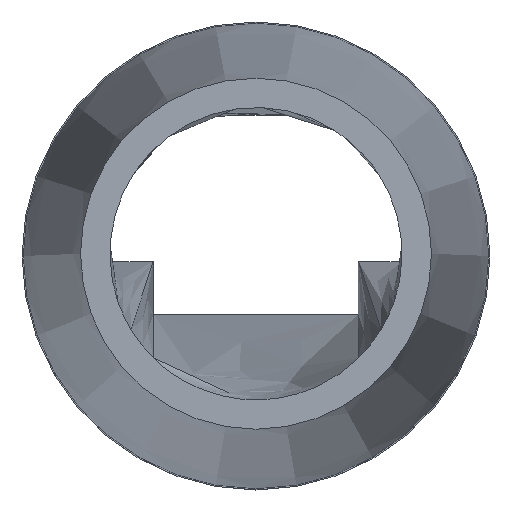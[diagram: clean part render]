
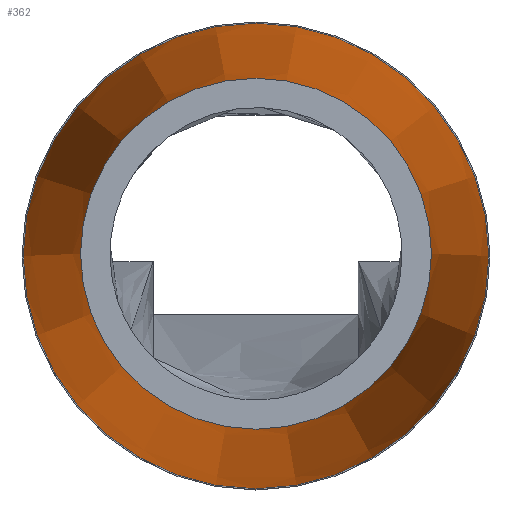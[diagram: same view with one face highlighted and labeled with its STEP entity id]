
A CAD part, top view. The second image highlights one B-rep face of the part: STEP entity #362.
In plain terms, the highlighted conical face has half-angle 2.545 degrees and reference radius 8 mm.
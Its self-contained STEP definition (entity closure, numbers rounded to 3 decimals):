
#16=CONICAL_SURFACE('',#391,8.,0.044);
#21=CIRCLE('',#392,6.);
#22=CIRCLE('',#393,7.956);
#45=FACE_OUTER_BOUND('',#68,.T.);
#68=EDGE_LOOP('',(#285,#286,#287,#288));
#100=LINE('',#724,#135);
#135=VECTOR('',#434,8.);
#184=VERTEX_POINT('',#721);
#185=VERTEX_POINT('',#723);
#224=EDGE_CURVE('',#184,#184,#21,.T.);
#225=EDGE_CURVE('',#184,#185,#100,.T.);
#226=EDGE_CURVE('',#185,#185,#22,.T.);
#285=ORIENTED_EDGE('',*,*,#224,.T.);
#286=ORIENTED_EDGE('',*,*,#225,.T.);
#287=ORIENTED_EDGE('',*,*,#226,.F.);
#288=ORIENTED_EDGE('',*,*,#225,.F.);
#362=ADVANCED_FACE('',(#45),#16,.T.);
#391=AXIS2_PLACEMENT_3D('',#720,#430,#431);
#392=AXIS2_PLACEMENT_3D('',#722,#432,#433);
#393=AXIS2_PLACEMENT_3D('',#725,#435,#436);
#430=DIRECTION('center_axis',(0.,0.,-1.));
#431=DIRECTION('ref_axis',(-1.,0.,0.));
#432=DIRECTION('center_axis',(0.,0.,-1.));
#433=DIRECTION('ref_axis',(1.,0.,0.));
#434=DIRECTION('',(0.044,0.,-0.999));
#435=DIRECTION('center_axis',(0.,0.,-1.));
#436=DIRECTION('ref_axis',(-1.,0.,0.));
#720=CARTESIAN_POINT('Origin',(0.,0.,13.2));
#721=CARTESIAN_POINT('',(6.,0.,58.2));
#722=CARTESIAN_POINT('Origin',(0.,0.,58.2));
#723=CARTESIAN_POINT('',(7.956,0.,14.2));
#724=CARTESIAN_POINT('',(8.,0.,13.2));
#725=CARTESIAN_POINT('Origin',(0.,0.,14.2));
